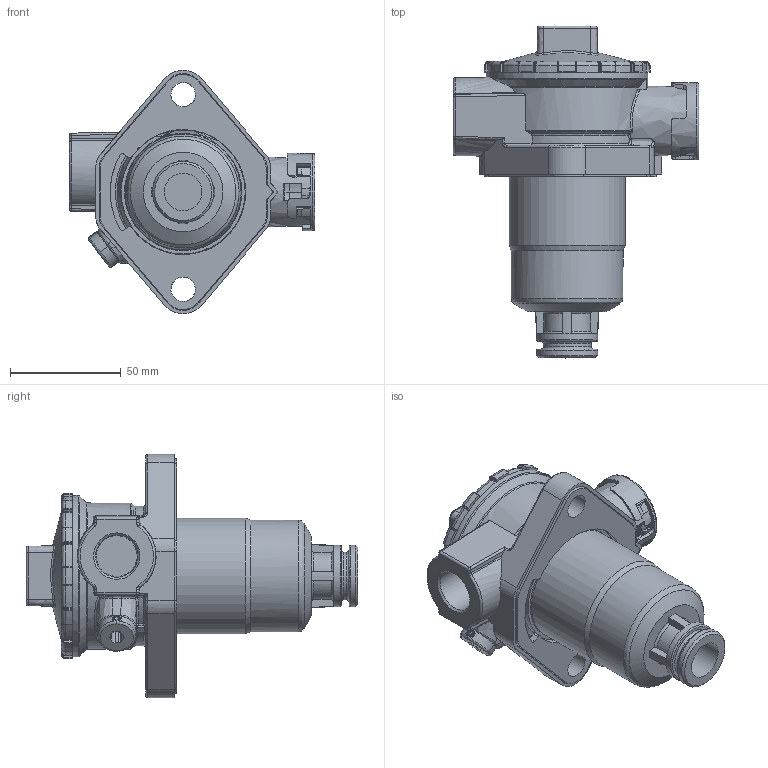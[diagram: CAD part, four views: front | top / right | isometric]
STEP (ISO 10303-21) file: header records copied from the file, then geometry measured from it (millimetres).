
FILE_DESCRIPTION((''),'2;1');
FILE_NAME('Ruecklauffilter14993500(237256).stp','2013-04-12T11:23:13',('User'),('SDRC'),'I-DEAS Master Series 9','UNIX','Yes');
FILE_SCHEMA(('AUTOMOTIVE_DESIGN { 1 0 10303 214 1 1 1 1 }'));
Length unit declared in the file: millimetre
Products named in the file (1): 14993500(237256)
Bounding box: 111.01 x 150 x 110 mm (x, y, z)
Volume: 377260.3 mm3; surface area: 60618.3 mm2
Topology: 2 solids, 3 shells, 907 faces, 2326 edges, 1419 vertices
Faces by surface type: bspline 907
Entity records: 33487 total; most frequent: CARTESIAN_POINT 20730, ORIENTED_EDGE 4538, EDGE_CURVE 2269, VERTEX_POINT 1394, B_SPLINE_CURVE_WITH_KNOTS 1201, EDGE_LOOP 941, FACE_OUTER_BOUND 907, ADVANCED_FACE 907
